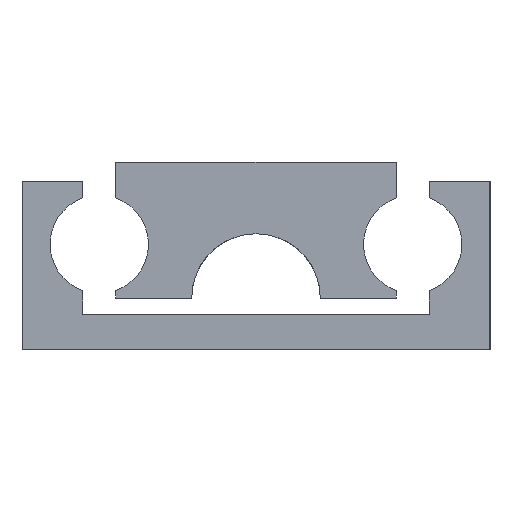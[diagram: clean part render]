
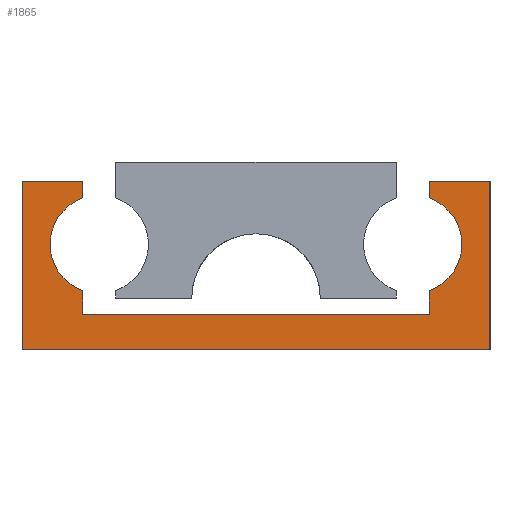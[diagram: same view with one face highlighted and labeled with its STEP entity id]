
A CAD part, left-side view. The second image highlights one B-rep face of the part: STEP entity #1865.
In plain terms, the highlighted face is planar.
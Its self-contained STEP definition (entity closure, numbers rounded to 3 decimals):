
#4 = AXIS2_PLACEMENT_3D ( 'NONE', #789, #790, #791 ) ;
#12 = FACE_OUTER_BOUND ( 'NONE', #1450, .T. ) ;
#165 = ORIENTED_EDGE ( 'NONE', *, *, #1829, .T. ) ;
#281 = LINE ( 'NONE', #282, #1784 ) ;
#282 = CARTESIAN_POINT ( 'NONE',  ( 150., 10., 1.5 ) ) ;
#283 = DIRECTION ( 'NONE',  ( 0., 0., 1. ) ) ;
#333 = LINE ( 'NONE', #334, #1762 ) ;
#334 = CARTESIAN_POINT ( 'NONE',  ( 150., 7.4, -5.7 ) ) ;
#335 = DIRECTION ( 'NONE',  ( 0., 1., 0. ) ) ;
#375 = CARTESIAN_POINT ( 'NONE',  ( 150., 7.4, -5.7 ) ) ;
#376 = CARTESIAN_POINT ( 'NONE',  ( 150., 10., 1.5 ) ) ;
#379 = CARTESIAN_POINT ( 'NONE',  ( 150., -10., 1.5 ) ) ;
#380 = CARTESIAN_POINT ( 'NONE',  ( 150., 10., -5.7 ) ) ;
#385 = CARTESIAN_POINT ( 'NONE',  ( 150., -7.4, -4.98 ) ) ;
#387 = CARTESIAN_POINT ( 'NONE',  ( 150., -7.4, -1.02 ) ) ;
#389 = CARTESIAN_POINT ( 'NONE',  ( 150., -7.4, 0. ) ) ;
#391 = CARTESIAN_POINT ( 'NONE',  ( 150., 7.4, 0. ) ) ;
#393 = CARTESIAN_POINT ( 'NONE',  ( 150., 7.4, -1.02 ) ) ;
#395 = CARTESIAN_POINT ( 'NONE',  ( 150., 7.4, -4.98 ) ) ;
#397 = CARTESIAN_POINT ( 'NONE',  ( 150., -7.4, -5.7 ) ) ;
#426 = CARTESIAN_POINT ( 'NONE',  ( 150., -10., -5.7 ) ) ;
#534 = VECTOR ( 'NONE', #595, 1000. ) ;
#593 = LINE ( 'NONE', #594, #534 ) ;
#594 = CARTESIAN_POINT ( 'NONE',  ( 150., -10., -5.7 ) ) ;
#595 = DIRECTION ( 'NONE',  ( 0., 0., -1. ) ) ;
#656 = LINE ( 'NONE', #657, #1242 ) ;
#657 = CARTESIAN_POINT ( 'NONE',  ( 150., -10., 1.5 ) ) ;
#658 = DIRECTION ( 'NONE',  ( 0., -1., 0. ) ) ;
#680 = LINE ( 'NONE', #681, #1243 ) ;
#681 = CARTESIAN_POINT ( 'NONE',  ( 150., 7.4, -5.7 ) ) ;
#682 = DIRECTION ( 'NONE',  ( 0., 0., -1. ) ) ;
#683 = CARTESIAN_POINT ( 'NONE',  ( 150., 6.7, -3. ) ) ;
#687 = DIRECTION ( 'NONE',  ( -1., 0., 0. ) ) ;
#688 = DIRECTION ( 'NONE',  ( 0., 0., -1. ) ) ;
#708 = LINE ( 'NONE', #709, #1251 ) ;
#709 = CARTESIAN_POINT ( 'NONE',  ( 150., 7.4, -1.02 ) ) ;
#710 = DIRECTION ( 'NONE',  ( 0., 0., -1. ) ) ;
#718 = LINE ( 'NONE', #719, #1233 ) ;
#719 = CARTESIAN_POINT ( 'NONE',  ( 150., 7.4, 0. ) ) ;
#720 = DIRECTION ( 'NONE',  ( 0., 1., 0. ) ) ;
#788 = PLANE ( 'NONE',  #4 ) ;
#789 = CARTESIAN_POINT ( 'NONE',  ( 150., -6.7, -3. ) ) ;
#790 = DIRECTION ( 'NONE',  ( 1., 0., 0. ) ) ;
#791 = DIRECTION ( 'NONE',  ( 0., 0., -1. ) ) ;
#825 = LINE ( 'NONE', #826, #839 ) ;
#826 = CARTESIAN_POINT ( 'NONE',  ( 150., -7.4, -5.7 ) ) ;
#827 = DIRECTION ( 'NONE',  ( 0., 0., 1. ) ) ;
#839 = VECTOR ( 'NONE', #827, 1000. ) ;
#871 = EDGE_CURVE ( 'NONE', #1380, #1376, #281, .T. ) ;
#888 = EDGE_CURVE ( 'NONE', #1375, #1380, #333, .T. ) ;
#1038 = LINE ( 'NONE', #1039, #1297 ) ;
#1039 = CARTESIAN_POINT ( 'NONE',  ( 150., -7.4, -1.02 ) ) ;
#1040 = DIRECTION ( 'NONE',  ( 0., 0., 1. ) ) ;
#1143 = CARTESIAN_POINT ( 'NONE',  ( 150., -6.7, -3. ) ) ;
#1147 = DIRECTION ( 'NONE',  ( -1., 0., 0. ) ) ;
#1148 = DIRECTION ( 'NONE',  ( 0., 0., -1. ) ) ;
#1150 = LINE ( 'NONE', #1151, #1284 ) ;
#1151 = CARTESIAN_POINT ( 'NONE',  ( 150., -10., -5.7 ) ) ;
#1152 = DIRECTION ( 'NONE',  ( 0., 1., 0. ) ) ;
#1233 = VECTOR ( 'NONE', #720, 1000. ) ;
#1242 = VECTOR ( 'NONE', #658, 1000. ) ;
#1243 = VECTOR ( 'NONE', #682, 1000. ) ;
#1249 = AXIS2_PLACEMENT_3D ( 'NONE', #683, #687, #688 ) ;
#1251 = VECTOR ( 'NONE', #710, 1000. ) ;
#1280 = AXIS2_PLACEMENT_3D ( 'NONE', #1143, #1147, #1148 ) ;
#1284 = VECTOR ( 'NONE', #1152, 1000. ) ;
#1297 = VECTOR ( 'NONE', #1040, 1000. ) ;
#1350 = ORIENTED_EDGE ( 'NONE', *, *, #1875, .T. ) ;
#1351 = ORIENTED_EDGE ( 'NONE', *, *, #1634, .T. ) ;
#1352 = ORIENTED_EDGE ( 'NONE', *, *, #1843, .T. ) ;
#1353 = ORIENTED_EDGE ( 'NONE', *, *, #1659, .T. ) ;
#1354 = ORIENTED_EDGE ( 'NONE', *, *, #1831, .T. ) ;
#1355 = ORIENTED_EDGE ( 'NONE', *, *, #1821, .T. ) ;
#1356 = ORIENTED_EDGE ( 'NONE', *, *, #1839, .T. ) ;
#1357 = ORIENTED_EDGE ( 'NONE', *, *, #1788, .T. ) ;
#1375 = VERTEX_POINT ( 'NONE', #375 ) ;
#1376 = VERTEX_POINT ( 'NONE', #376 ) ;
#1379 = VERTEX_POINT ( 'NONE', #379 ) ;
#1380 = VERTEX_POINT ( 'NONE', #380 ) ;
#1385 = VERTEX_POINT ( 'NONE', #385 ) ;
#1387 = VERTEX_POINT ( 'NONE', #387 ) ;
#1389 = VERTEX_POINT ( 'NONE', #389 ) ;
#1391 = VERTEX_POINT ( 'NONE', #391 ) ;
#1393 = VERTEX_POINT ( 'NONE', #393 ) ;
#1395 = VERTEX_POINT ( 'NONE', #395 ) ;
#1397 = VERTEX_POINT ( 'NONE', #397 ) ;
#1426 = VERTEX_POINT ( 'NONE', #426 ) ;
#1450 = EDGE_LOOP ( 'NONE', ( #1603, #1604, #1355, #1601, #1357, #1350, #1353, #1351, #1352, #1356, #1354, #165 ) ) ;
#1601 = ORIENTED_EDGE ( 'NONE', *, *, #1805, .T. ) ;
#1603 = ORIENTED_EDGE ( 'NONE', *, *, #888, .T. ) ;
#1604 = ORIENTED_EDGE ( 'NONE', *, *, #871, .T. ) ;
#1634 = EDGE_CURVE ( 'NONE', #1387, #1389, #1038, .T. ) ;
#1659 = EDGE_CURVE ( 'NONE', #1385, #1387, #1746, .T. ) ;
#1739 = CIRCLE ( 'NONE', #1249, 2.1 ) ;
#1746 = CIRCLE ( 'NONE', #1280, 2.1 ) ;
#1762 = VECTOR ( 'NONE', #335, 1000. ) ;
#1784 = VECTOR ( 'NONE', #283, 1000. ) ;
#1788 = EDGE_CURVE ( 'NONE', #1426, #1397, #1150, .T. ) ;
#1805 = EDGE_CURVE ( 'NONE', #1379, #1426, #593, .T. ) ;
#1821 = EDGE_CURVE ( 'NONE', #1376, #1379, #656, .T. ) ;
#1829 = EDGE_CURVE ( 'NONE', #1395, #1375, #680, .T. ) ;
#1831 = EDGE_CURVE ( 'NONE', #1393, #1395, #1739, .T. ) ;
#1839 = EDGE_CURVE ( 'NONE', #1391, #1393, #708, .T. ) ;
#1843 = EDGE_CURVE ( 'NONE', #1389, #1391, #718, .T. ) ;
#1865 = ADVANCED_FACE ( 'NONE', ( #12 ), #788, .T. ) ;
#1875 = EDGE_CURVE ( 'NONE', #1397, #1385, #825, .T. ) ;
